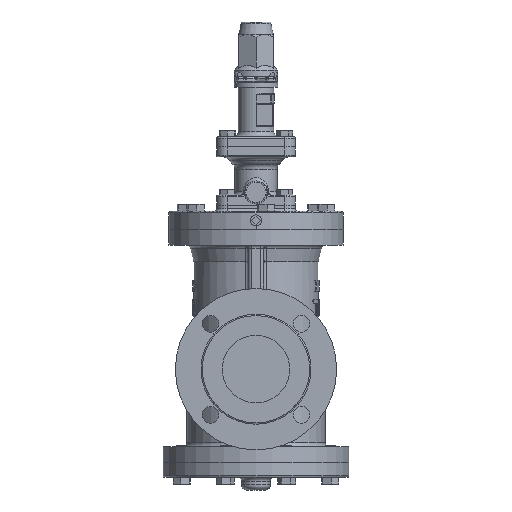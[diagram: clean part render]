
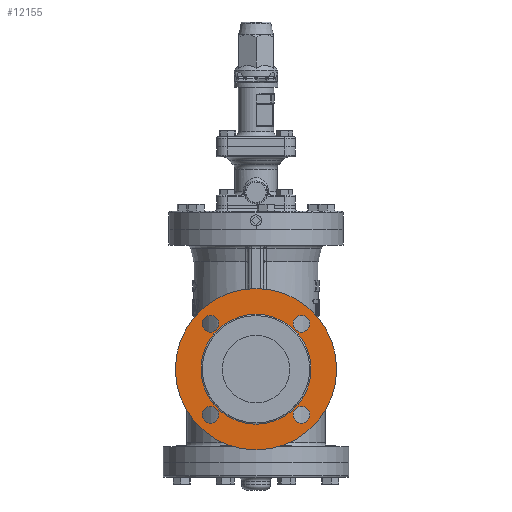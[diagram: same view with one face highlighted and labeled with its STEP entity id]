
A CAD part, left-side view. The second image highlights one B-rep face of the part: STEP entity #12155.
In plain terms, the highlighted planar face has unit normal (-1, 0, 0).
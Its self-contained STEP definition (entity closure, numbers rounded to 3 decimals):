
#776=FACE_BOUND('',#2334,.T.);
#777=FACE_BOUND('',#2335,.T.);
#778=FACE_BOUND('',#2336,.T.);
#779=FACE_BOUND('',#2337,.T.);
#780=FACE_BOUND('',#2338,.T.);
#1528=FACE_OUTER_BOUND('',#2333,.T.);
#2333=EDGE_LOOP('',(#10957));
#2334=EDGE_LOOP('',(#10958,#10959));
#2335=EDGE_LOOP('',(#10960));
#2336=EDGE_LOOP('',(#10961,#10962));
#2337=EDGE_LOOP('',(#10963,#10964));
#2338=EDGE_LOOP('',(#10965,#10966));
#2884=CIRCLE('',#13335,10.);
#2886=CIRCLE('',#13337,10.);
#2889=CIRCLE('',#13343,10.);
#2891=CIRCLE('',#13345,10.);
#2892=CIRCLE('',#13347,10.);
#2894=CIRCLE('',#13350,10.);
#2896=CIRCLE('',#13352,10.);
#2897=CIRCLE('',#13354,95.5);
#2898=CIRCLE('',#13355,65.1);
#2899=CIRCLE('',#13356,65.1);
#5787=VERTEX_POINT('',#25571);
#5788=VERTEX_POINT('',#25572);
#5792=VERTEX_POINT('',#25586);
#5793=VERTEX_POINT('',#25587);
#5795=VERTEX_POINT('',#25594);
#5797=VERTEX_POINT('',#25600);
#5798=VERTEX_POINT('',#25601);
#5800=VERTEX_POINT('',#25608);
#5801=VERTEX_POINT('',#25610);
#5802=VERTEX_POINT('',#25611);
#7518=EDGE_CURVE('',#5787,#5788,#2884,.T.);
#7521=EDGE_CURVE('',#5788,#5787,#2886,.T.);
#7525=EDGE_CURVE('',#5792,#5793,#2889,.T.);
#7528=EDGE_CURVE('',#5793,#5792,#2891,.T.);
#7529=EDGE_CURVE('',#5795,#5795,#2892,.T.);
#7532=EDGE_CURVE('',#5797,#5798,#2894,.T.);
#7535=EDGE_CURVE('',#5798,#5797,#2896,.T.);
#7536=EDGE_CURVE('',#5800,#5800,#2897,.T.);
#7537=EDGE_CURVE('',#5801,#5802,#2898,.T.);
#7538=EDGE_CURVE('',#5802,#5801,#2899,.T.);
#10957=ORIENTED_EDGE('',*,*,#7536,.F.);
#10958=ORIENTED_EDGE('',*,*,#7532,.F.);
#10959=ORIENTED_EDGE('',*,*,#7535,.F.);
#10960=ORIENTED_EDGE('',*,*,#7529,.F.);
#10961=ORIENTED_EDGE('',*,*,#7525,.F.);
#10962=ORIENTED_EDGE('',*,*,#7528,.F.);
#10963=ORIENTED_EDGE('',*,*,#7518,.F.);
#10964=ORIENTED_EDGE('',*,*,#7521,.F.);
#10965=ORIENTED_EDGE('',*,*,#7537,.F.);
#10966=ORIENTED_EDGE('',*,*,#7538,.F.);
#11437=PLANE('',#13353);
#12155=ADVANCED_FACE('',(#1528,#776,#777,#778,#779,#780),#11437,.F.);
#13335=AXIS2_PLACEMENT_3D('',#25573,#16545,#16546);
#13337=AXIS2_PLACEMENT_3D('',#25577,#16550,#16551);
#13343=AXIS2_PLACEMENT_3D('',#25588,#16563,#16564);
#13345=AXIS2_PLACEMENT_3D('',#25592,#16568,#16569);
#13347=AXIS2_PLACEMENT_3D('',#25595,#16572,#16573);
#13350=AXIS2_PLACEMENT_3D('',#25602,#16579,#16580);
#13352=AXIS2_PLACEMENT_3D('',#25606,#16584,#16585);
#13353=AXIS2_PLACEMENT_3D('',#25607,#16586,#16587);
#13354=AXIS2_PLACEMENT_3D('',#25609,#16588,#16589);
#13355=AXIS2_PLACEMENT_3D('',#25612,#16590,#16591);
#13356=AXIS2_PLACEMENT_3D('',#25613,#16592,#16593);
#16545=DIRECTION('center_axis',(-1.,0.,0.));
#16546=DIRECTION('ref_axis',(0.,0.,-1.));
#16550=DIRECTION('center_axis',(-1.,0.,0.));
#16551=DIRECTION('ref_axis',(0.,0.,-1.));
#16563=DIRECTION('center_axis',(-1.,0.,0.));
#16564=DIRECTION('ref_axis',(0.,1.,0.));
#16568=DIRECTION('center_axis',(-1.,0.,0.));
#16569=DIRECTION('ref_axis',(0.,1.,0.));
#16572=DIRECTION('center_axis',(-1.,0.,0.));
#16573=DIRECTION('ref_axis',(0.,0.,
1.));
#16579=DIRECTION('center_axis',(-1.,0.,0.));
#16580=DIRECTION('ref_axis',(0.,-1.,0.));
#16584=DIRECTION('center_axis',(-1.,0.,0.));
#16585=DIRECTION('ref_axis',(0.,-1.,0.));
#16586=DIRECTION('center_axis',(1.,0.,0.));
#16587=DIRECTION('ref_axis',(0.,0.,-1.));
#16588=DIRECTION('center_axis',(1.,0.,0.));
#16589=DIRECTION('ref_axis',(0.,0.,1.));
#16590=DIRECTION('center_axis',(-1.,0.,0.));
#16591=DIRECTION('ref_axis',(0.,0.,1.));
#16592=DIRECTION('center_axis',(-1.,0.,0.));
#16593=DIRECTION('ref_axis',(0.,0.,1.));
#25571=CARTESIAN_POINT('',(-185.4,53.882,43.882));
#25572=CARTESIAN_POINT('',(-185.4,53.882,63.882));
#25573=CARTESIAN_POINT('Origin',(-185.4,53.882,53.882));
#25577=CARTESIAN_POINT('Origin',(-185.4,53.882,53.882));
#25586=CARTESIAN_POINT('',(-185.4,-53.882,43.882));
#25587=CARTESIAN_POINT('',(-185.4,-63.882,53.882));
#25588=CARTESIAN_POINT('Origin',(-185.4,-53.882,53.882));
#25592=CARTESIAN_POINT('Origin',(-185.4,-53.882,53.882));
#25594=CARTESIAN_POINT('',(-185.4,-53.882,-63.882));
#25595=CARTESIAN_POINT('Origin',(-185.4,-53.882,-53.882));
#25600=CARTESIAN_POINT('',(-185.4,53.882,-63.882));
#25601=CARTESIAN_POINT('',(-185.4,63.882,-53.882));
#25602=CARTESIAN_POINT('Origin',(-185.4,53.882,-53.882));
#25606=CARTESIAN_POINT('Origin',(-185.4,53.882,-53.882));
#25607=CARTESIAN_POINT('Origin',(-185.4,0.,0.));
#25608=CARTESIAN_POINT('',(-185.4,0.,-95.5));
#25609=CARTESIAN_POINT('Origin',(-185.4,0.,0.));
#25610=CARTESIAN_POINT('',(-185.4,0.,-65.1));
#25611=CARTESIAN_POINT('',(-185.4,0.,65.1));
#25612=CARTESIAN_POINT('Origin',(-185.4,0.,0.));
#25613=CARTESIAN_POINT('Origin',(-185.4,0.,0.));
